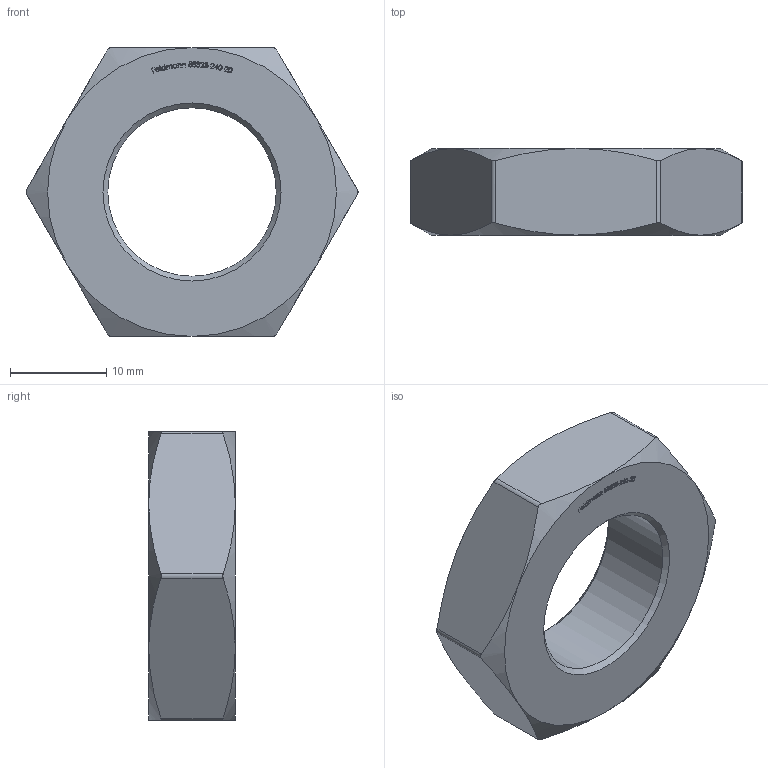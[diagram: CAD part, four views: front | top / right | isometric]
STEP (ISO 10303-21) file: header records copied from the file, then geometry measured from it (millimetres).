
FILE_DESCRIPTION (( 'STEP AP203' ), '1' );
FILE_NAME ('58323-240-20.step', '2023-11-03T08:53:20', ( '' ), ( '' ), 'SwSTEP 2.0', 'SolidWorks 2018', '' );
FILE_SCHEMA (( 'CONFIG_CONTROL_DESIGN' ));
Length unit declared in the file: millimetre
Products named in the file (1): 58323-240-20
Bounding box: 34.48 x 9 x 30 mm (x, y, z)
Volume: 4776.8 mm3; surface area: 2405.7 mm2
Topology: 1 solids, 1 shells, 299 faces, 793 edges, 524 vertices
Faces by surface type: plane 141, bspline 137, cone 14, cylinder 7
Full cylindrical faces by diameter (mm): 17.5 x1
Entity records: 16967 total; most frequent: CARTESIAN_POINT 10475, ORIENTED_EDGE 1580, DIRECTION 822, EDGE_CURVE 790, VERTEX_POINT 524, LINE 464, VECTOR 464, EDGE_LOOP 332
